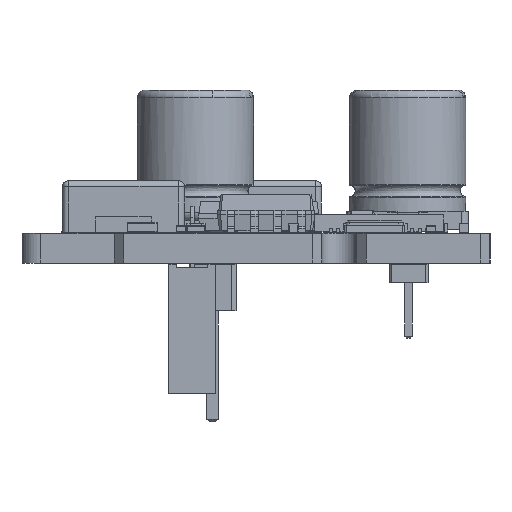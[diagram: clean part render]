
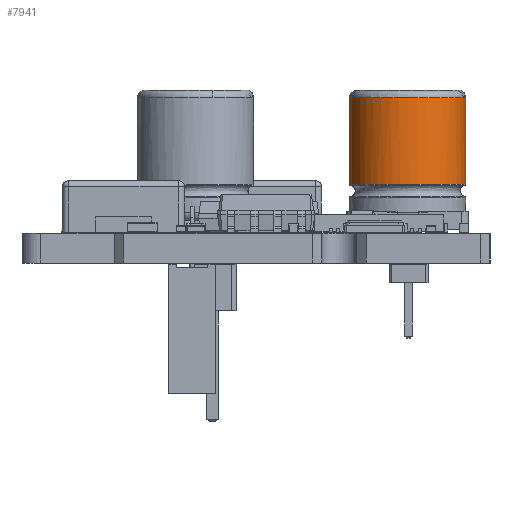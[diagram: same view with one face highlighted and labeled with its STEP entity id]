
A CAD part, left-side view. The second image highlights one B-rep face of the part: STEP entity #7941.
In plain terms, the highlighted cylindrical face has radius 3.15 mm (diameter 6.3 mm), a full revolution.
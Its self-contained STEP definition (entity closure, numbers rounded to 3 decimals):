
#7607 = VERTEX_POINT('',#7608);
#7608 = CARTESIAN_POINT('',(-3.15,0.,2.593));
#7614 = EDGE_CURVE('',#7607,#7607,#7615,.T.);
#7615 = ( BOUNDED_CURVE() B_SPLINE_CURVE(13,(#7616,#7617,#7618,#7619,
    #7620,#7621,#7622,#7623,#7624,#7625,#7626,#7627,#7628,#7629),
.UNSPECIFIED.,.T.,.F.) B_SPLINE_CURVE_WITH_KNOTS((1,13,13,1),(
    -19.792,0.,19.792,39.584),
.UNSPECIFIED.) CURVE() GEOMETRIC_REPRESENTATION_ITEM() 
RATIONAL_B_SPLINE_CURVE((1.,1.,1.,1.,
    1.,1.,1.,1.,
    1.,1.,1.,1.,1.,1.)) 
REPRESENTATION_ITEM('') );
#7616 = CARTESIAN_POINT('',(-3.15,0.,2.593));
#7617 = CARTESIAN_POINT('',(-3.15,1.5,
    2.593));
#7618 = CARTESIAN_POINT('',(-2.375,3.035,
    2.593));
#7619 = CARTESIAN_POINT('',(-0.779,4.133,
    2.593));
#7620 = CARTESIAN_POINT('',(1.417,4.302,2.593
    ));
#7621 = CARTESIAN_POINT('',(3.314,3.132,2.593
    ));
#7622 = CARTESIAN_POINT('',(4.706,1.424,2.593
    ));
#7623 = CARTESIAN_POINT('',(4.706,-1.424,
    2.593));
#7624 = CARTESIAN_POINT('',(3.314,-3.132,2.593
    ));
#7625 = CARTESIAN_POINT('',(1.417,-4.302,
    2.593));
#7626 = CARTESIAN_POINT('',(-0.779,-4.133,
    2.593));
#7627 = CARTESIAN_POINT('',(-2.375,-3.035,
    2.593));
#7628 = CARTESIAN_POINT('',(-3.15,-1.5,2.593));
#7629 = CARTESIAN_POINT('',(-3.15,0.,2.593));
#7941 = ADVANCED_FACE('',(#7942),#7988,.T.);
#7942 = FACE_BOUND('',#7943,.T.);
#7943 = EDGE_LOOP('',(#7944,#7945,#7953,#7962,#7971,#7980,#7987));
#7944 = ORIENTED_EDGE('',*,*,#7614,.F.);
#7945 = ORIENTED_EDGE('',*,*,#7946,.T.);
#7946 = EDGE_CURVE('',#7607,#7947,#7949,.T.);
#7947 = VERTEX_POINT('',#7948);
#7948 = CARTESIAN_POINT('',(-3.15,0.,7.28));
#7949 = LINE('',#7950,#7951);
#7950 = CARTESIAN_POINT('',(-3.15,0.,2.563));
#7951 = VECTOR('',#7952,1.);
#7952 = DIRECTION('',(0.,0.,1.));
#7953 = ORIENTED_EDGE('',*,*,#7954,.T.);
#7954 = EDGE_CURVE('',#7947,#7955,#7957,.T.);
#7955 = VERTEX_POINT('',#7956);
#7956 = CARTESIAN_POINT('',(0.945,3.005,7.28));
#7957 = CIRCLE('',#7958,3.15);
#7958 = AXIS2_PLACEMENT_3D('',#7959,#7960,#7961);
#7959 = CARTESIAN_POINT('',(0.,0.,7.28));
#7960 = DIRECTION('',(0.,0.,-1.));
#7961 = DIRECTION('',(-1.,0.,0.));
#7962 = ORIENTED_EDGE('',*,*,#7963,.T.);
#7963 = EDGE_CURVE('',#7955,#7964,#7966,.T.);
#7964 = VERTEX_POINT('',#7965);
#7965 = CARTESIAN_POINT('',(3.15,0.,7.28));
#7966 = CIRCLE('',#7967,3.15);
#7967 = AXIS2_PLACEMENT_3D('',#7968,#7969,#7970);
#7968 = CARTESIAN_POINT('',(0.,0.,7.28));
#7969 = DIRECTION('',(0.,0.,-1.));
#7970 = DIRECTION('',(-1.,0.,0.));
#7971 = ORIENTED_EDGE('',*,*,#7972,.T.);
#7972 = EDGE_CURVE('',#7964,#7973,#7975,.T.);
#7973 = VERTEX_POINT('',#7974);
#7974 = CARTESIAN_POINT('',(0.945,-3.005,7.28));
#7975 = CIRCLE('',#7976,3.15);
#7976 = AXIS2_PLACEMENT_3D('',#7977,#7978,#7979);
#7977 = CARTESIAN_POINT('',(0.,0.,7.28));
#7978 = DIRECTION('',(0.,0.,-1.));
#7979 = DIRECTION('',(-1.,0.,0.));
#7980 = ORIENTED_EDGE('',*,*,#7981,.T.);
#7981 = EDGE_CURVE('',#7973,#7947,#7982,.T.);
#7982 = CIRCLE('',#7983,3.15);
#7983 = AXIS2_PLACEMENT_3D('',#7984,#7985,#7986);
#7984 = CARTESIAN_POINT('',(0.,0.,7.28));
#7985 = DIRECTION('',(0.,0.,-1.));
#7986 = DIRECTION('',(-1.,0.,0.));
#7987 = ORIENTED_EDGE('',*,*,#7946,.F.);
#7988 = CYLINDRICAL_SURFACE('',#7989,3.15);
#7989 = AXIS2_PLACEMENT_3D('',#7990,#7991,#7992);
#7990 = CARTESIAN_POINT('',(0.,0.,2.563));
#7991 = DIRECTION('',(0.,0.,1.));
#7992 = DIRECTION('',(-1.,0.,0.));
